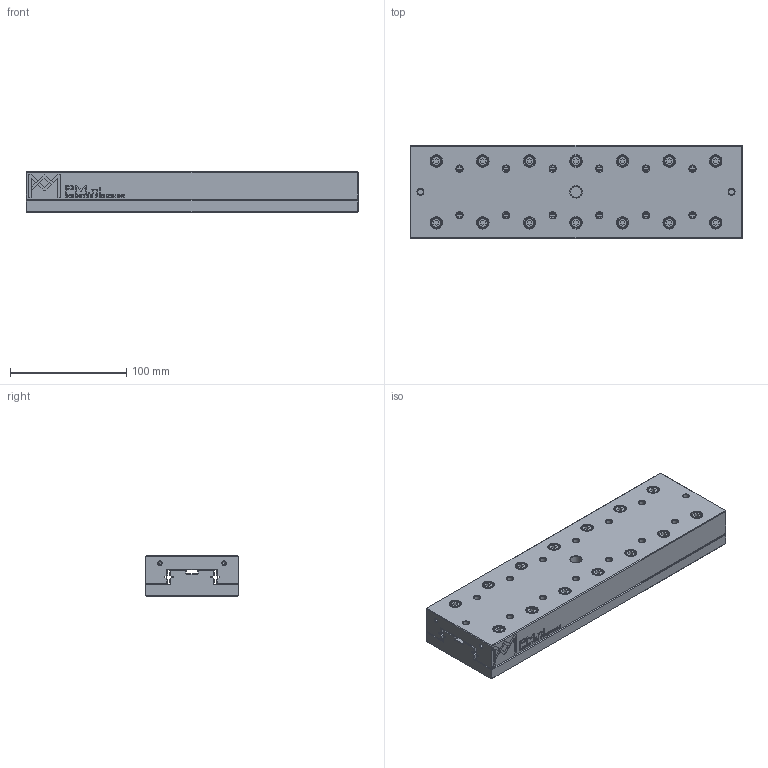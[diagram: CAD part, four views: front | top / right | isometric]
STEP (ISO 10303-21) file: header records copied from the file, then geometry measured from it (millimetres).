
FILE_DESCRIPTION(/* description */ (''),/* implementation_level */ '2;1');
FILE_NAME(/* name */ 'RT-4280_stp.stp',/* time_stamp */ '2024-10-04T13:45:02+02:00',/* author */ (''),/* organization */ (''),/* preprocessor_version */ 'ST-DEVELOPER v16.7',/* originating_system */ 'SIEMENS PLM Software NX 12.0',/* authorisation */ '');
FILE_SCHEMA (('AUTOMOTIVE_DESIGN { 1 0 10303 214 3 1 1 1 }'));
Length unit declared in the file: millimetre
Products named in the file (1): RT-4280_stp
Bounding box: 285 x 80 x 35 mm (x, y, z)
Volume: 748362.8 mm3; surface area: 148093.4 mm2
Topology: 2 solids, 2 shells, 1243 faces, 3049 edges, 1968 vertices
Faces by surface type: plane 858, bspline 180, cone 107, cylinder 98
Full cylindrical faces by diameter (mm): 3 x4, 5 x21, 5.5 x6, 8.5 x28, 9.5 x1, 10 x32
Entity records: 39921 total; most frequent: CARTESIAN_POINT 8496, ORIENTED_EDGE 5650, DIRECTION 4904, EDGE_CURVE 2825, LINE 2154, VECTOR 2154, VERTEX_POINT 1943, EDGE_LOOP 1634
